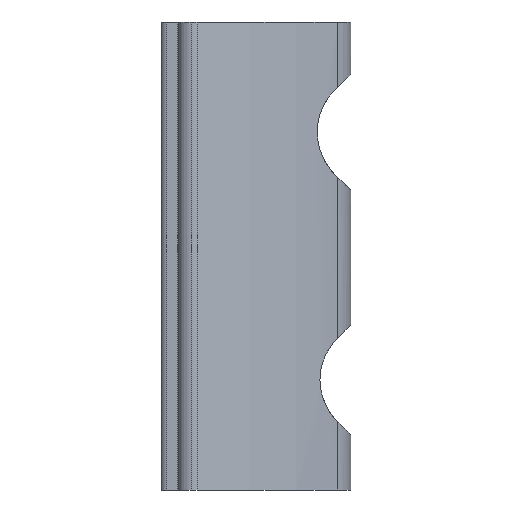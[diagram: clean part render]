
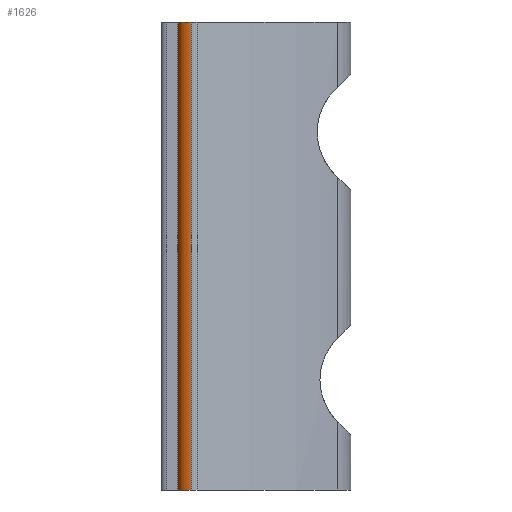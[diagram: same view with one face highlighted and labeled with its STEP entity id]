
A CAD part, left-side view. The second image highlights one B-rep face of the part: STEP entity #1626.
In plain terms, the highlighted cylindrical face has radius 0.5 mm (diameter 1 mm), a partial arc.
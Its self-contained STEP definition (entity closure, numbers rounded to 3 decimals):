
#73 = PLANE('',#74);
#74 = AXIS2_PLACEMENT_3D('',#75,#76,#77);
#75 = CARTESIAN_POINT('',(-4.75,-0.5,-8.5));
#76 = DIRECTION('',(0.,0.,1.));
#77 = DIRECTION('',(1.,0.,-0.));
#128 = PLANE('',#129);
#129 = AXIS2_PLACEMENT_3D('',#130,#131,#132);
#130 = CARTESIAN_POINT('',(-4.75,-0.5,8.5));
#131 = DIRECTION('',(0.,0.,1.));
#132 = DIRECTION('',(1.,0.,-0.));
#1081 = VERTEX_POINT('',#1082);
#1082 = CARTESIAN_POINT('',(-5.25,-0.5,8.5));
#1092 = CYLINDRICAL_SURFACE('',#1093,0.5);
#1093 = AXIS2_PLACEMENT_3D('',#1094,#1095,#1096);
#1094 = CARTESIAN_POINT('',(-4.75,-0.5,8.5));
#1095 = DIRECTION('',(0.,0.,1.));
#1096 = DIRECTION('',(-1.,0.,0.));
#1111 = EDGE_CURVE('',#1081,#1112,#1114,.T.);
#1112 = VERTEX_POINT('',#1113);
#1113 = CARTESIAN_POINT('',(-5.25,-0.5,-8.5));
#1114 = SURFACE_CURVE('',#1115,(#1119,#1126),.PCURVE_S1.);
#1115 = LINE('',#1116,#1117);
#1116 = CARTESIAN_POINT('',(-5.25,-0.5,8.5));
#1117 = VECTOR('',#1118,1.);
#1118 = DIRECTION('',(-0.,-0.,-1.));
#1119 = PCURVE('',#1092,#1120);
#1120 = DEFINITIONAL_REPRESENTATION('',(#1121),#1125);
#1121 = LINE('',#1122,#1123);
#1122 = CARTESIAN_POINT('',(0.,0.));
#1123 = VECTOR('',#1124,1.);
#1124 = DIRECTION('',(0.,-1.));
#1125 = ( GEOMETRIC_REPRESENTATION_CONTEXT(2) 
PARAMETRIC_REPRESENTATION_CONTEXT() REPRESENTATION_CONTEXT('2D SPACE',''
  ) );
#1126 = PCURVE('',#1127,#1132);
#1127 = CYLINDRICAL_SURFACE('',#1128,0.5);
#1128 = AXIS2_PLACEMENT_3D('',#1129,#1130,#1131);
#1129 = CARTESIAN_POINT('',(-4.75,-0.5,8.5));
#1130 = DIRECTION('',(0.,0.,1.));
#1131 = DIRECTION('',(-1.,0.,0.));
#1132 = DEFINITIONAL_REPRESENTATION('',(#1133),#1137);
#1133 = LINE('',#1134,#1135);
#1134 = CARTESIAN_POINT('',(6.283,0.));
#1135 = VECTOR('',#1136,1.);
#1136 = DIRECTION('',(0.,-1.));
#1137 = ( GEOMETRIC_REPRESENTATION_CONTEXT(2) 
PARAMETRIC_REPRESENTATION_CONTEXT() REPRESENTATION_CONTEXT('2D SPACE',''
  ) );
#1528 = VERTEX_POINT('',#1529);
#1529 = CARTESIAN_POINT('',(-4.75,0.,-8.5));
#1536 = PLANE('',#1537);
#1537 = AXIS2_PLACEMENT_3D('',#1538,#1539,#1540);
#1538 = CARTESIAN_POINT('',(-3.25,0.,8.5));
#1539 = DIRECTION('',(0.,-1.,0.));
#1540 = DIRECTION('',(0.,0.,-1.));
#1555 = EDGE_CURVE('',#1556,#1528,#1558,.T.);
#1556 = VERTEX_POINT('',#1557);
#1557 = CARTESIAN_POINT('',(-4.75,0.,8.5));
#1558 = SURFACE_CURVE('',#1559,(#1563,#1570),.PCURVE_S1.);
#1559 = LINE('',#1560,#1561);
#1560 = CARTESIAN_POINT('',(-4.75,0.,8.5));
#1561 = VECTOR('',#1562,1.);
#1562 = DIRECTION('',(-0.,-0.,-1.));
#1563 = PCURVE('',#1536,#1564);
#1564 = DEFINITIONAL_REPRESENTATION('',(#1565),#1569);
#1565 = LINE('',#1566,#1567);
#1566 = CARTESIAN_POINT('',(-0.,-1.5));
#1567 = VECTOR('',#1568,1.);
#1568 = DIRECTION('',(1.,0.));
#1569 = ( GEOMETRIC_REPRESENTATION_CONTEXT(2) 
PARAMETRIC_REPRESENTATION_CONTEXT() REPRESENTATION_CONTEXT('2D SPACE',''
  ) );
#1570 = PCURVE('',#1127,#1571);
#1571 = DEFINITIONAL_REPRESENTATION('',(#1572),#1576);
#1572 = LINE('',#1573,#1574);
#1573 = CARTESIAN_POINT('',(4.712,0.));
#1574 = VECTOR('',#1575,1.);
#1575 = DIRECTION('',(0.,-1.));
#1576 = ( GEOMETRIC_REPRESENTATION_CONTEXT(2) 
PARAMETRIC_REPRESENTATION_CONTEXT() REPRESENTATION_CONTEXT('2D SPACE',''
  ) );
#1626 = ADVANCED_FACE('',(#1627),#1127,.T.);
#1627 = FACE_BOUND('',#1628,.T.);
#1628 = EDGE_LOOP('',(#1629,#1630,#1652,#1653));
#1629 = ORIENTED_EDGE('',*,*,#1111,.F.);
#1630 = ORIENTED_EDGE('',*,*,#1631,.F.);
#1631 = EDGE_CURVE('',#1556,#1081,#1632,.T.);
#1632 = SURFACE_CURVE('',#1633,(#1638,#1645),.PCURVE_S1.);
#1633 = CIRCLE('',#1634,0.5);
#1634 = AXIS2_PLACEMENT_3D('',#1635,#1636,#1637);
#1635 = CARTESIAN_POINT('',(-4.75,-0.5,8.5));
#1636 = DIRECTION('',(0.,0.,1.));
#1637 = DIRECTION('',(1.,0.,-0.));
#1638 = PCURVE('',#1127,#1639);
#1639 = DEFINITIONAL_REPRESENTATION('',(#1640),#1644);
#1640 = LINE('',#1641,#1642);
#1641 = CARTESIAN_POINT('',(3.142,0.));
#1642 = VECTOR('',#1643,1.);
#1643 = DIRECTION('',(1.,0.));
#1644 = ( GEOMETRIC_REPRESENTATION_CONTEXT(2) 
PARAMETRIC_REPRESENTATION_CONTEXT() REPRESENTATION_CONTEXT('2D SPACE',''
  ) );
#1645 = PCURVE('',#128,#1646);
#1646 = DEFINITIONAL_REPRESENTATION('',(#1647),#1651);
#1647 = CIRCLE('',#1648,0.5);
#1648 = AXIS2_PLACEMENT_2D('',#1649,#1650);
#1649 = CARTESIAN_POINT('',(0.,0.));
#1650 = DIRECTION('',(1.,0.));
#1651 = ( GEOMETRIC_REPRESENTATION_CONTEXT(2) 
PARAMETRIC_REPRESENTATION_CONTEXT() REPRESENTATION_CONTEXT('2D SPACE',''
  ) );
#1652 = ORIENTED_EDGE('',*,*,#1555,.T.);
#1653 = ORIENTED_EDGE('',*,*,#1654,.T.);
#1654 = EDGE_CURVE('',#1528,#1112,#1655,.T.);
#1655 = SURFACE_CURVE('',#1656,(#1661,#1668),.PCURVE_S1.);
#1656 = CIRCLE('',#1657,0.5);
#1657 = AXIS2_PLACEMENT_3D('',#1658,#1659,#1660);
#1658 = CARTESIAN_POINT('',(-4.75,-0.5,-8.5));
#1659 = DIRECTION('',(0.,0.,1.));
#1660 = DIRECTION('',(1.,0.,-0.));
#1661 = PCURVE('',#1127,#1662);
#1662 = DEFINITIONAL_REPRESENTATION('',(#1663),#1667);
#1663 = LINE('',#1664,#1665);
#1664 = CARTESIAN_POINT('',(3.142,-17.));
#1665 = VECTOR('',#1666,1.);
#1666 = DIRECTION('',(1.,0.));
#1667 = ( GEOMETRIC_REPRESENTATION_CONTEXT(2) 
PARAMETRIC_REPRESENTATION_CONTEXT() REPRESENTATION_CONTEXT('2D SPACE',''
  ) );
#1668 = PCURVE('',#73,#1669);
#1669 = DEFINITIONAL_REPRESENTATION('',(#1670),#1674);
#1670 = CIRCLE('',#1671,0.5);
#1671 = AXIS2_PLACEMENT_2D('',#1672,#1673);
#1672 = CARTESIAN_POINT('',(0.,0.));
#1673 = DIRECTION('',(1.,0.));
#1674 = ( GEOMETRIC_REPRESENTATION_CONTEXT(2) 
PARAMETRIC_REPRESENTATION_CONTEXT() REPRESENTATION_CONTEXT('2D SPACE',''
  ) );
